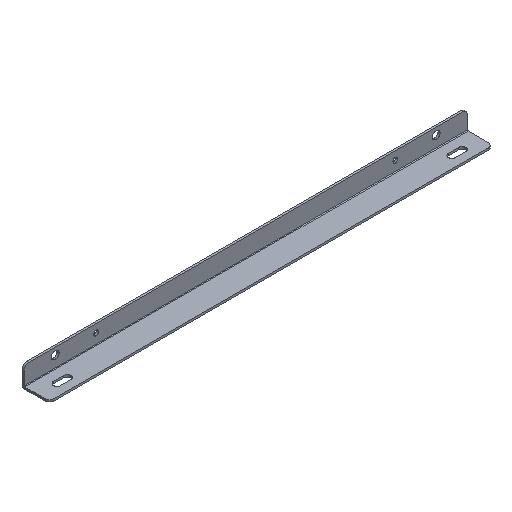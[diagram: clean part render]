
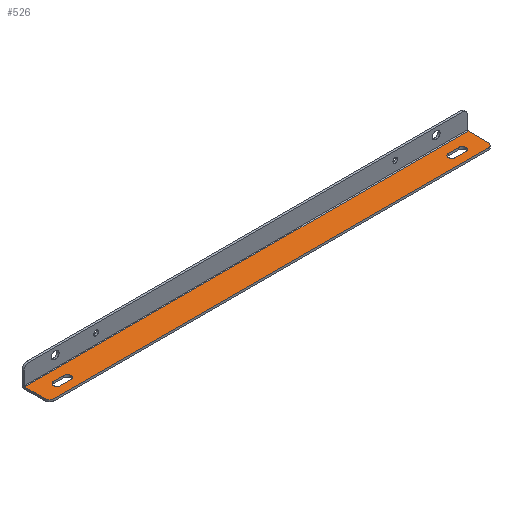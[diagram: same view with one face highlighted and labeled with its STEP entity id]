
A CAD part, isometric view. The second image highlights one B-rep face of the part: STEP entity #526.
In plain terms, the highlighted planar face has unit normal (0, 0, 1).
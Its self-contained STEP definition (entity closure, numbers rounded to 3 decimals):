
#13 = EDGE_CURVE ( 'NONE', #953, #968, #614, .T. ) ;
#17 = CARTESIAN_POINT ( 'NONE',  ( 292.25, 11.75, 0. ) ) ;
#20 = CARTESIAN_POINT ( 'NONE',  ( -292.25, 22.25, 0. ) ) ;
#52 = DIRECTION ( 'NONE',  ( -1., 0., 0. ) ) ;
#55 = DIRECTION ( 'NONE',  ( 0., 0., 1. ) ) ;
#56 = DIRECTION ( 'NONE',  ( 0., 1., 0. ) ) ;
#57 = DIRECTION ( 'NONE',  ( -1., 0., 0. ) ) ;
#59 = CARTESIAN_POINT ( 'NONE',  ( -292.25, 22.25, 0. ) ) ;
#77 = DIRECTION ( 'NONE',  ( 1., 0., 0. ) ) ;
#80 = CARTESIAN_POINT ( 'NONE',  ( -320., 57.254, 0. ) ) ;
#109 = EDGE_CURVE ( 'NONE', #1112, #1191, #563, .T. ) ;
#113 = EDGE_CURVE ( 'NONE', #744, #627, #539, .T. ) ;
#118 = CARTESIAN_POINT ( 'NONE',  ( 297.5, 17., 0. ) ) ;
#132 = EDGE_CURVE ( 'NONE', #627, #713, #574, .T. ) ;
#135 = CARTESIAN_POINT ( 'NONE',  ( -314., 0., 0. ) ) ;
#147 = AXIS2_PLACEMENT_3D ( 'NONE', #516, #497, #494 ) ;
#152 = CARTESIAN_POINT ( 'NONE',  ( 320., 36., 0. ) ) ;
#162 = CARTESIAN_POINT ( 'NONE',  ( 292.25, 22.25, 0. ) ) ;
#190 = LINE ( 'NONE', #912, #194 ) ;
#194 = VECTOR ( 'NONE', #56, 1000. ) ;
#199 = VECTOR ( 'NONE', #77, 1000. ) ;
#205 = LINE ( 'NONE', #162, #217 ) ;
#206 = CARTESIAN_POINT ( 'NONE',  ( 312., 36., 0. ) ) ;
#207 = CARTESIAN_POINT ( 'NONE',  ( 292.25, 17., 0. ) ) ;
#209 = LINE ( 'NONE', #80, #221 ) ;
#211 = AXIS2_PLACEMENT_3D ( 'NONE', #816, #810, #757 ) ;
#216 = LINE ( 'NONE', #206, #199 ) ;
#217 = VECTOR ( 'NONE', #800, 1000. ) ;
#221 = VECTOR ( 'NONE', #886, 1000. ) ;
#236 = DIRECTION ( 'NONE',  ( -1., 0., 0. ) ) ;
#245 = AXIS2_PLACEMENT_3D ( 'NONE', #719, #746, #742 ) ;
#246 = EDGE_CURVE ( 'NONE', #756, #953, #503, .T. ) ;
#252 = CIRCLE ( 'NONE', #211, 5.25 ) ;
#254 = CIRCLE ( 'NONE', #147, 5.25 ) ;
#256 = CIRCLE ( 'NONE', #245, 8. ) ;
#260 = VECTOR ( 'NONE', #1061, 1000. ) ;
#262 = LINE ( 'NONE', #1068, #260 ) ;
#270 = VECTOR ( 'NONE', #990, 1000. ) ;
#271 = LINE ( 'NONE', #1093, #270 ) ;
#279 = AXIS2_PLACEMENT_3D ( 'NONE', #522, #1167, #1021 ) ;
#282 = CIRCLE ( 'NONE', #279, 5.25 ) ;
#313 = CARTESIAN_POINT ( 'NONE',  ( -277.75, 22.25, 0. ) ) ;
#334 = FACE_BOUND ( 'NONE', #815, .T. ) ;
#339 = CARTESIAN_POINT ( 'NONE',  ( -320., 36., 0. ) ) ;
#340 = FACE_OUTER_BOUND ( 'NONE', #864, .T. ) ;
#342 = FACE_BOUND ( 'NONE', #1123, .T. ) ;
#346 = CARTESIAN_POINT ( 'NONE',  ( 292.25, 17., 0. ) ) ;
#369 = EDGE_CURVE ( 'NONE', #1004, #1052, #453, .T. ) ;
#381 = DIRECTION ( 'NONE',  ( -1., 0., 0. ) ) ;
#439 = AXIS2_PLACEMENT_3D ( 'NONE', #551, #559, #381 ) ;
#443 = DIRECTION ( 'NONE',  ( -1., 0., 0. ) ) ;
#452 = DIRECTION ( 'NONE',  ( 0., 0., 1. ) ) ;
#453 = CIRCLE ( 'NONE', #544, 8. ) ;
#494 = DIRECTION ( 'NONE',  ( 1., 0., 0. ) ) ;
#497 = DIRECTION ( 'NONE',  ( 0., 0., 1. ) ) ;
#503 = CIRCLE ( 'NONE', #668, 5.25 ) ;
#504 = CARTESIAN_POINT ( 'NONE',  ( -272.5, 17., 0. ) ) ;
#516 = CARTESIAN_POINT ( 'NONE',  ( 277.75, 17., 0. ) ) ;
#522 = CARTESIAN_POINT ( 'NONE',  ( -277.75, 17., 0. ) ) ;
#526 = ADVANCED_FACE ( 'NONE', ( #340, #334, #342 ), #1207, .F. ) ;
#538 = VECTOR ( 'NONE', #804, 1000. ) ;
#539 = CIRCLE ( 'NONE', #965, 5.25 ) ;
#544 = AXIS2_PLACEMENT_3D ( 'NONE', #957, #964, #972 ) ;
#551 = CARTESIAN_POINT ( 'NONE',  ( 312., 57.254, 0. ) ) ;
#559 = DIRECTION ( 'NONE',  ( 0., 0., -1. ) ) ;
#563 = LINE ( 'NONE', #760, #538 ) ;
#574 = CIRCLE ( 'NONE', #751, 5.25 ) ;
#606 = VECTOR ( 'NONE', #236, 1000. ) ;
#614 = LINE ( 'NONE', #59, #606 ) ;
#617 = ORIENTED_EDGE ( 'NONE', *, *, #1117, .T. ) ;
#618 = ORIENTED_EDGE ( 'NONE', *, *, #109, .F. ) ;
#624 = VERTEX_POINT ( 'NONE', #135 ) ;
#627 = VERTEX_POINT ( 'NONE', #118 ) ;
#668 = AXIS2_PLACEMENT_3D ( 'NONE', #858, #845, #57 ) ;
#674 = ORIENTED_EDGE ( 'NONE', *, *, #765, .F. ) ;
#685 = ORIENTED_EDGE ( 'NONE', *, *, #761, .T. ) ;
#689 = EDGE_CURVE ( 'NONE', #1191, #756, #282, .T. ) ;
#698 = CARTESIAN_POINT ( 'NONE',  ( 320., 7.746, 0. ) ) ;
#712 = EDGE_CURVE ( 'NONE', #867, #744, #271, .T. ) ;
#713 = VERTEX_POINT ( 'NONE', #732 ) ;
#716 = EDGE_CURVE ( 'NONE', #624, #1004, #262, .T. ) ;
#719 = CARTESIAN_POINT ( 'NONE',  ( -312., 7.746, 0. ) ) ;
#724 = CARTESIAN_POINT ( 'NONE',  ( 277.75, 11.75, 0. ) ) ;
#732 = CARTESIAN_POINT ( 'NONE',  ( 292.25, 22.25, 0. ) ) ;
#742 = DIRECTION ( 'NONE',  ( -1., 0., 0. ) ) ;
#744 = VERTEX_POINT ( 'NONE', #17 ) ;
#746 = DIRECTION ( 'NONE',  ( 0., 0., 1. ) ) ;
#750 = CARTESIAN_POINT ( 'NONE',  ( 277.75, 22.25, 0. ) ) ;
#751 = AXIS2_PLACEMENT_3D ( 'NONE', #346, #452, #443 ) ;
#756 = VERTEX_POINT ( 'NONE', #504 ) ;
#757 = DIRECTION ( 'NONE',  ( 1., 0., 0. ) ) ;
#760 = CARTESIAN_POINT ( 'NONE',  ( -292.25, 11.75, 0. ) ) ;
#761 = EDGE_CURVE ( 'NONE', #1120, #624, #256, .T. ) ;
#765 = EDGE_CURVE ( 'NONE', #968, #1112, #252, .T. ) ;
#772 = ORIENTED_EDGE ( 'NONE', *, *, #369, .T. ) ;
#776 = ORIENTED_EDGE ( 'NONE', *, *, #689, .F. ) ;
#800 = DIRECTION ( 'NONE',  ( -1., 0., 0. ) ) ;
#804 = DIRECTION ( 'NONE',  ( 1., 0., 0. ) ) ;
#810 = DIRECTION ( 'NONE',  ( 0., 0., 1. ) ) ;
#815 = EDGE_LOOP ( 'NONE', ( #925, #994, #776, #618, #674 ) ) ;
#816 = CARTESIAN_POINT ( 'NONE',  ( -292.25, 17., 0. ) ) ;
#819 = ORIENTED_EDGE ( 'NONE', *, *, #1046, .T. ) ;
#824 = CARTESIAN_POINT ( 'NONE',  ( -277.75, 11.75, 0. ) ) ;
#825 = VERTEX_POINT ( 'NONE', #750 ) ;
#845 = DIRECTION ( 'NONE',  ( 0., 0., 1. ) ) ;
#858 = CARTESIAN_POINT ( 'NONE',  ( -277.75, 17., 0. ) ) ;
#864 = EDGE_LOOP ( 'NONE', ( #922, #819, #685, #1159, #772, #617 ) ) ;
#867 = VERTEX_POINT ( 'NONE', #724 ) ;
#884 = EDGE_CURVE ( 'NONE', #825, #867, #254, .T. ) ;
#886 = DIRECTION ( 'NONE',  ( 0., -1., 0. ) ) ;
#909 = CARTESIAN_POINT ( 'NONE',  ( -292.25, 11.75, 0. ) ) ;
#912 = CARTESIAN_POINT ( 'NONE',  ( 320., 57.254, 0. ) ) ;
#922 = ORIENTED_EDGE ( 'NONE', *, *, #1059, .F. ) ;
#925 = ORIENTED_EDGE ( 'NONE', *, *, #13, .F. ) ;
#953 = VERTEX_POINT ( 'NONE', #313 ) ;
#957 = CARTESIAN_POINT ( 'NONE',  ( 312., 7.746, 0. ) ) ;
#964 = DIRECTION ( 'NONE',  ( 0., 0., 1. ) ) ;
#965 = AXIS2_PLACEMENT_3D ( 'NONE', #207, #55, #52 ) ;
#967 = CARTESIAN_POINT ( 'NONE',  ( 314., 0., 0. ) ) ;
#968 = VERTEX_POINT ( 'NONE', #20 ) ;
#972 = DIRECTION ( 'NONE',  ( 1., 0., 0. ) ) ;
#990 = DIRECTION ( 'NONE',  ( 1., 0., 0. ) ) ;
#994 = ORIENTED_EDGE ( 'NONE', *, *, #246, .F. ) ;
#1004 = VERTEX_POINT ( 'NONE', #967 ) ;
#1021 = DIRECTION ( 'NONE',  ( -1., 0., 0. ) ) ;
#1024 = VERTEX_POINT ( 'NONE', #152 ) ;
#1046 = EDGE_CURVE ( 'NONE', #1058, #1120, #209, .T. ) ;
#1048 = ORIENTED_EDGE ( 'NONE', *, *, #132, .F. ) ;
#1052 = VERTEX_POINT ( 'NONE', #698 ) ;
#1058 = VERTEX_POINT ( 'NONE', #339 ) ;
#1059 = EDGE_CURVE ( 'NONE', #1058, #1024, #216, .T. ) ;
#1061 = DIRECTION ( 'NONE',  ( 1., 0., 0. ) ) ;
#1062 = EDGE_CURVE ( 'NONE', #713, #825, #205, .T. ) ;
#1064 = CARTESIAN_POINT ( 'NONE',  ( -320., 7.746, 0. ) ) ;
#1068 = CARTESIAN_POINT ( 'NONE',  ( 314., 0., 0. ) ) ;
#1093 = CARTESIAN_POINT ( 'NONE',  ( 292.25, 11.75, 0. ) ) ;
#1112 = VERTEX_POINT ( 'NONE', #909 ) ;
#1117 = EDGE_CURVE ( 'NONE', #1052, #1024, #190, .T. ) ;
#1120 = VERTEX_POINT ( 'NONE', #1064 ) ;
#1123 = EDGE_LOOP ( 'NONE', ( #1169, #1048, #1194, #1208, #1188 ) ) ;
#1159 = ORIENTED_EDGE ( 'NONE', *, *, #716, .T. ) ;
#1167 = DIRECTION ( 'NONE',  ( 0., 0., 1. ) ) ;
#1169 = ORIENTED_EDGE ( 'NONE', *, *, #1062, .F. ) ;
#1188 = ORIENTED_EDGE ( 'NONE', *, *, #884, .F. ) ;
#1191 = VERTEX_POINT ( 'NONE', #824 ) ;
#1194 = ORIENTED_EDGE ( 'NONE', *, *, #113, .F. ) ;
#1207 = PLANE ( 'NONE',  #439 ) ;
#1208 = ORIENTED_EDGE ( 'NONE', *, *, #712, .F. ) ;
